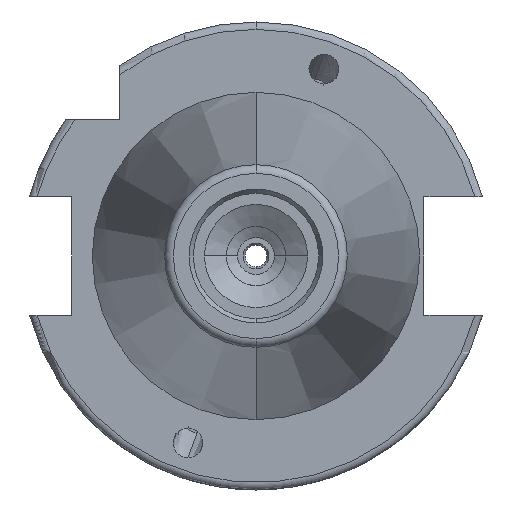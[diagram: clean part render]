
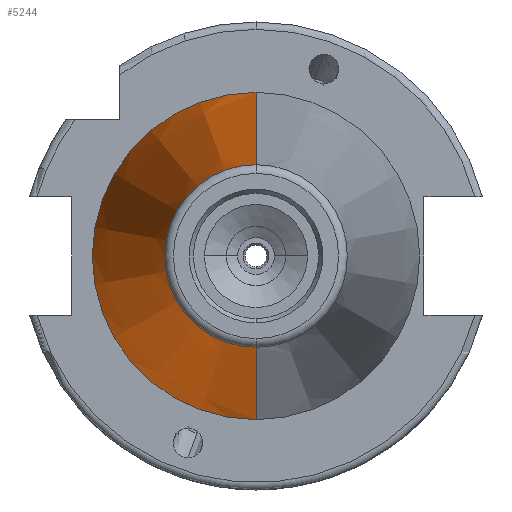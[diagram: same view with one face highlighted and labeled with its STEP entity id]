
A CAD part, left-side view. The second image highlights one B-rep face of the part: STEP entity #5244.
In plain terms, the highlighted conical face has half-angle 8.297 degrees and reference radius 22.225 mm.
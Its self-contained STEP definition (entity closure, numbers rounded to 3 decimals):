
#24 = DIRECTION ( 'NONE',  ( 0.99, 0.144, 0. ) ) ;
#156 = CARTESIAN_POINT ( 'NONE',  ( 0., -22.225, 0. ) ) ;
#291 = AXIS2_PLACEMENT_3D ( 'NONE', #3605, #476, #4119 ) ;
#339 = DIRECTION ( 'NONE',  ( -1., 0., 0. ) ) ;
#362 = ORIENTED_EDGE ( 'NONE', *, *, #1870, .F. ) ;
#476 = DIRECTION ( 'NONE',  ( -1., 0., 0. ) ) ;
#509 = LINE ( 'NONE', #5567, #2813 ) ;
#954 = CARTESIAN_POINT ( 'NONE',  ( -67.373, -12.4, 0. ) ) ;
#985 = CARTESIAN_POINT ( 'NONE',  ( 0., 0., 0. ) ) ;
#1521 = DIRECTION ( 'NONE',  ( 1., 0., 0. ) ) ;
#1870 = EDGE_CURVE ( 'NONE', #4200, #2429, #2744, .T. ) ;
#2154 = EDGE_CURVE ( 'NONE', #5796, #4200, #5107, .T. ) ;
#2187 = CIRCLE ( 'NONE', #4967, 22.225 ) ;
#2429 = VERTEX_POINT ( 'NONE', #2640 ) ;
#2437 = CONICAL_SURFACE ( 'NONE', #4212, 22.225, 0.145 ) ;
#2640 = CARTESIAN_POINT ( 'NONE',  ( 0., 22.225, 0. ) ) ;
#2659 = CARTESIAN_POINT ( 'NONE',  ( 0., 22.225, 0. ) ) ;
#2744 = LINE ( 'NONE', #2659, #3631 ) ;
#2813 = VECTOR ( 'NONE', #4000, 1000. ) ;
#3473 = CARTESIAN_POINT ( 'NONE',  ( 0., 0., 0. ) ) ;
#3605 = CARTESIAN_POINT ( 'NONE',  ( -67.373, 0., 0. ) ) ;
#3631 = VECTOR ( 'NONE', #24, 1000. ) ;
#3746 = ORIENTED_EDGE ( 'NONE', *, *, #5682, .T. ) ;
#3984 = DIRECTION ( 'NONE',  ( 0., -1., 0. ) ) ;
#4000 = DIRECTION ( 'NONE',  ( 0.99, -0.144, 0. ) ) ;
#4098 = CARTESIAN_POINT ( 'NONE',  ( -67.373, 12.4, 0. ) ) ;
#4118 = DIRECTION ( 'NONE',  ( 0., 1., 0. ) ) ;
#4119 = DIRECTION ( 'NONE',  ( 0., -1., 0. ) ) ;
#4200 = VERTEX_POINT ( 'NONE', #4098 ) ;
#4212 = AXIS2_PLACEMENT_3D ( 'NONE', #985, #1521, #4118 ) ;
#4488 = ORIENTED_EDGE ( 'NONE', *, *, #6669, .T. ) ;
#4562 = VERTEX_POINT ( 'NONE', #156 ) ;
#4715 = ORIENTED_EDGE ( 'NONE', *, *, #2154, .F. ) ;
#4967 = AXIS2_PLACEMENT_3D ( 'NONE', #3473, #339, #3984 ) ;
#5107 = CIRCLE ( 'NONE', #291, 12.4 ) ;
#5244 = ADVANCED_FACE ( 'NONE', ( #5372 ), #2437, .T. ) ;
#5372 = FACE_OUTER_BOUND ( 'NONE', #6700, .T. ) ;
#5567 = CARTESIAN_POINT ( 'NONE',  ( 0., -22.225, 0. ) ) ;
#5682 = EDGE_CURVE ( 'NONE', #4562, #2429, #2187, .T. ) ;
#5796 = VERTEX_POINT ( 'NONE', #954 ) ;
#6669 = EDGE_CURVE ( 'NONE', #5796, #4562, #509, .T. ) ;
#6700 = EDGE_LOOP ( 'NONE', ( #4715, #4488, #3746, #362 ) ) ;
